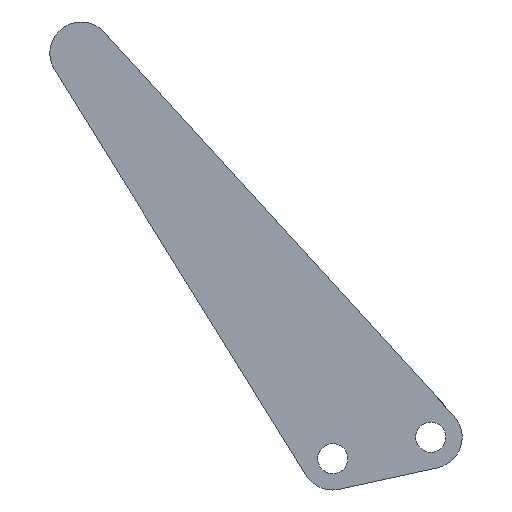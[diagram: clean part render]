
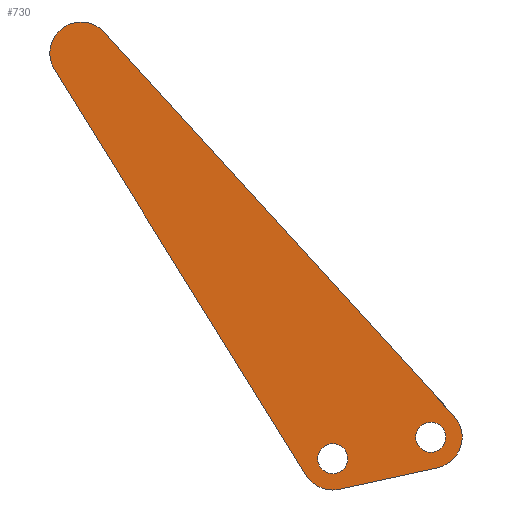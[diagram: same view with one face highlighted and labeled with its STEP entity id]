
A CAD part, front view. The second image highlights one B-rep face of the part: STEP entity #730.
In plain terms, the highlighted planar face has unit normal (0, -1, 0).
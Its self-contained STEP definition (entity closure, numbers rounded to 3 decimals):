
#188=CARTESIAN_POINT('',(-2.124,-4.9,48.682));
#189=VERTEX_POINT('',#188);
#196=CARTESIAN_POINT('',(-22.164,-4.9,80.968));
#197=VERTEX_POINT('',#196);
#198=CARTESIAN_POINT('',(-22.164,-4.9,80.968));
#199=DIRECTION('',(0.527,0.,-0.85));
#200=VECTOR('',#199,38.);
#201=LINE('',#198,#200);
#202=EDGE_CURVE('',#197,#189,#201,.T.);
#235=CARTESIAN_POINT('',(-18.192,-4.9,83.97));
#236=VERTEX_POINT('',#235);
#237=CARTESIAN_POINT('',(-20.04,-4.9,82.286));
#238=DIRECTION('',(0.,1.,0.));
#239=DIRECTION('',(0.,-0.,1.));
#240=AXIS2_PLACEMENT_3D('',#237,#238,#239);
#241=CIRCLE('',#240,2.5);
#242=EDGE_CURVE('',#197,#236,#241,.T.);
#283=CARTESIAN_POINT('',(9.664,-4.9,53.392));
#284=VERTEX_POINT('',#283);
#285=CARTESIAN_POINT('',(9.664,-4.9,53.392));
#286=DIRECTION('',(-0.673,0.,0.739));
#287=VECTOR('',#286,41.363);
#288=LINE('',#285,#287);
#289=EDGE_CURVE('',#284,#236,#288,.T.);
#563=CARTESIAN_POINT('',(0.,-4.9,47.5));
#564=VERTEX_POINT('',#563);
#571=CARTESIAN_POINT('',(0.,-4.9,50.));
#572=DIRECTION('',(0.,1.,0.));
#573=DIRECTION('',(0.,-0.,1.));
#574=AXIS2_PLACEMENT_3D('',#571,#572,#573);
#575=CIRCLE('',#574,2.5);
#576=EDGE_CURVE('',#564,#189,#575,.T.);
#590=CARTESIAN_POINT('',(8.349,-4.9,49.266));
#591=VERTEX_POINT('',#590);
#592=CARTESIAN_POINT('',(7.815,-4.9,51.709));
#593=DIRECTION('',(0.,1.,0.));
#594=DIRECTION('',(0.,-0.,1.));
#595=AXIS2_PLACEMENT_3D('',#592,#593,#594);
#596=CIRCLE('',#595,2.5);
#597=EDGE_CURVE('',#284,#591,#596,.T.);
#615=CARTESIAN_POINT('',(0.534,-4.9,47.558));
#616=VERTEX_POINT('',#615);
#617=CARTESIAN_POINT('',(0.534,-4.9,47.558));
#618=DIRECTION('',(0.977,0.,0.214));
#619=VECTOR('',#618,8.);
#620=LINE('',#617,#619);
#621=EDGE_CURVE('',#616,#591,#620,.T.);
#637=CARTESIAN_POINT('',(0.,-4.9,48.8));
#638=VERTEX_POINT('',#637);
#648=CARTESIAN_POINT('',(-0.,-4.9,51.2));
#649=VERTEX_POINT('',#648);
#650=CARTESIAN_POINT('',(0.,-4.9,50.));
#651=DIRECTION('',(0.,1.,0.));
#652=DIRECTION('',(0.,-0.,1.));
#653=AXIS2_PLACEMENT_3D('',#650,#651,#652);
#654=CIRCLE('',#653,1.2);
#655=EDGE_CURVE('',#649,#638,#654,.T.);
#657=CARTESIAN_POINT('',(0.,-4.9,50.));
#658=DIRECTION('',(0.,1.,0.));
#659=DIRECTION('',(0.,-0.,1.));
#660=AXIS2_PLACEMENT_3D('',#657,#658,#659);
#661=CIRCLE('',#660,1.2);
#662=EDGE_CURVE('',#638,#649,#661,.T.);
#672=CARTESIAN_POINT('',(7.815,-4.9,50.509));
#673=VERTEX_POINT('',#672);
#683=CARTESIAN_POINT('',(7.815,-4.9,52.909));
#684=VERTEX_POINT('',#683);
#685=CARTESIAN_POINT('',(7.815,-4.9,51.709));
#686=DIRECTION('',(0.,1.,0.));
#687=DIRECTION('',(0.,-0.,1.));
#688=AXIS2_PLACEMENT_3D('',#685,#686,#687);
#689=CIRCLE('',#688,1.2);
#690=EDGE_CURVE('',#684,#673,#689,.T.);
#692=CARTESIAN_POINT('',(7.815,-4.9,51.709));
#693=DIRECTION('',(0.,1.,0.));
#694=DIRECTION('',(0.,-0.,1.));
#695=AXIS2_PLACEMENT_3D('',#692,#693,#694);
#696=CIRCLE('',#695,1.2);
#697=EDGE_CURVE('',#673,#684,#696,.T.);
#702=CARTESIAN_POINT('',(0.,-4.9,0.));
#703=DIRECTION('',(0.,-1.,0.));
#704=DIRECTION('',(-1.,0.,0.));
#705=AXIS2_PLACEMENT_3D('',#702,#703,#704);
#706=PLANE('',#705);
#707=ORIENTED_EDGE('',*,*,#655,.T.);
#708=ORIENTED_EDGE('',*,*,#662,.T.);
#709=EDGE_LOOP('',(#707,#708));
#710=FACE_BOUND('',#709,.T.);
#711=ORIENTED_EDGE('',*,*,#576,.F.);
#712=CARTESIAN_POINT('',(0.,-4.9,50.));
#713=DIRECTION('',(0.,1.,0.));
#714=DIRECTION('',(0.,-0.,1.));
#715=AXIS2_PLACEMENT_3D('',#712,#713,#714);
#716=CIRCLE('',#715,2.5);
#717=EDGE_CURVE('',#616,#564,#716,.T.);
#718=ORIENTED_EDGE('',*,*,#717,.F.);
#719=ORIENTED_EDGE('',*,*,#621,.T.);
#720=ORIENTED_EDGE('',*,*,#597,.F.);
#721=ORIENTED_EDGE('',*,*,#289,.T.);
#722=ORIENTED_EDGE('',*,*,#242,.F.);
#723=ORIENTED_EDGE('',*,*,#202,.T.);
#724=EDGE_LOOP('',(#711,#718,#719,#720,#721,#722,#723));
#725=FACE_BOUND('',#724,.T.);
#726=ORIENTED_EDGE('',*,*,#690,.T.);
#727=ORIENTED_EDGE('',*,*,#697,.T.);
#728=EDGE_LOOP('',(#726,#727));
#729=FACE_BOUND('',#728,.T.);
#730=ADVANCED_FACE('',(#710,#725,#729),#706,.T.);
